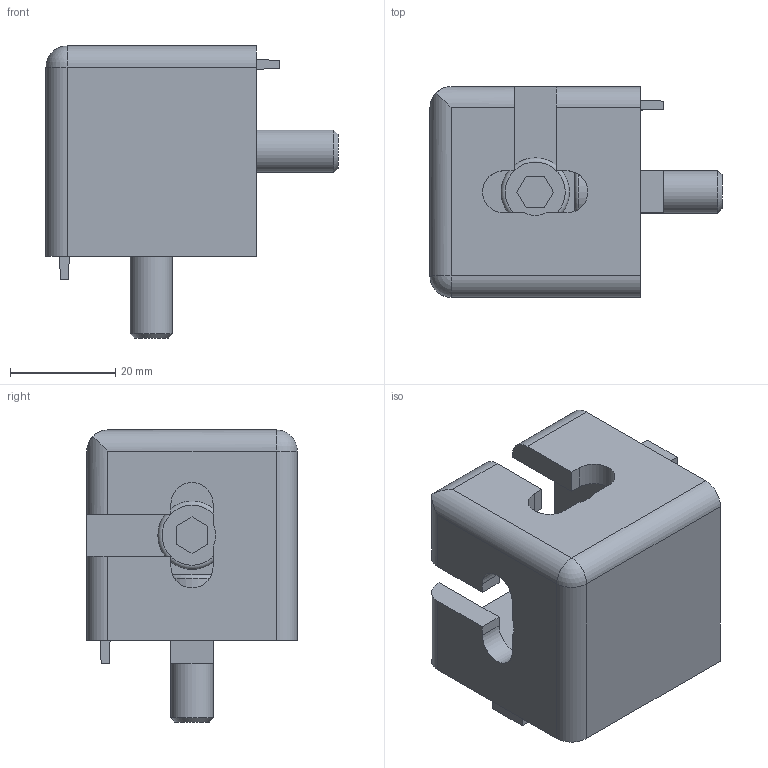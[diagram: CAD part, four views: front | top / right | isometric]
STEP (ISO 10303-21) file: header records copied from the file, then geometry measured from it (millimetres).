
FILE_DESCRIPTION(/* description */ (''),/* implementation_level */ '2;1');
FILE_NAME(/* name */ '282311600_Klemmprofil_Verbinder.stp',/* time_stamp */ '2023-01-31T13:37:47+01:00',/* author */ ('Praktikant'),/* organization */ (''),/* preprocessor_version */ 'ST-DEVELOPER v17.2',/* originating_system */ 'Autodesk Inventor 2019',/* authorisation */ '');
FILE_SCHEMA (('AUTOMOTIVE_DESIGN { 1 0 10303 214 3 1 1 }'));
Length unit declared in the file: millimetre
Products named in the file (1): 282311600_Klemmprofil_Verbinder_Shrinkwrap_1
Bounding box: 55.5 x 40 x 55.5 mm (x, y, z)
Volume: 28279.2 mm3; surface area: 15357.1 mm2
Topology: 3 solids, 3 shells, 104 faces, 276 edges, 181 vertices
Faces by surface type: plane 75, cylinder 22, torus 4, cone 2, sphere 1
Full cylindrical faces by diameter (mm): 8 x2, 9 x2, 13 x2
Entity records: 3376 total; most frequent: CARTESIAN_POINT 561, ORIENTED_EDGE 550, DIRECTION 541, EDGE_CURVE 275, LINE 219, VECTOR 219, VERTEX_POINT 181, AXIS2_PLACEMENT_3D 161
